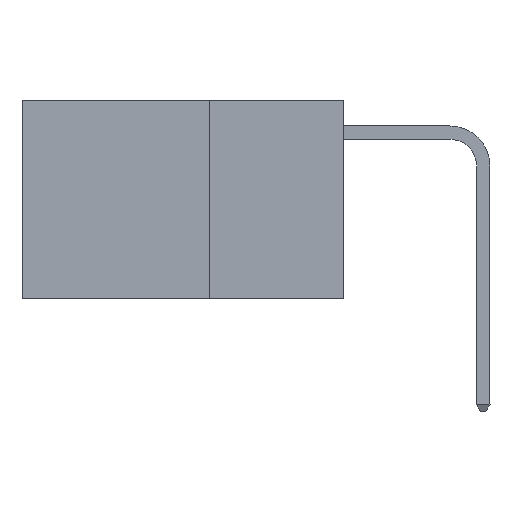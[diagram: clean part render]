
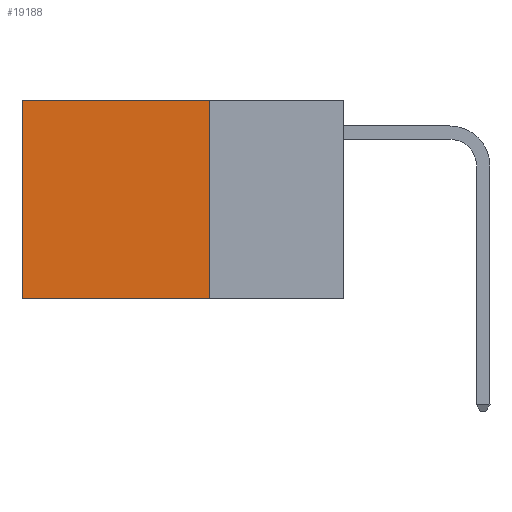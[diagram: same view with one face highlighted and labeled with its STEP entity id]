
A CAD part, left-side view. The second image highlights one B-rep face of the part: STEP entity #19188.
In plain terms, the highlighted planar face has unit normal (-1, 0, 0).
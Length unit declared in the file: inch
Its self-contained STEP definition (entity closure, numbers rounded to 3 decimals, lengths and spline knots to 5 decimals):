
#629 = VECTOR ( 'NONE', #19807, 39.37008 ) ;
#895 = LINE ( 'NONE', #19653, #629 ) ;
#1769 = DIRECTION ( 'NONE',  ( 0., 0., -1. ) ) ;
#2401 = ORIENTED_EDGE ( 'NONE', *, *, #16576, .T. ) ;
#3944 = DIRECTION ( 'NONE',  ( 0., 0., -1. ) ) ;
#4111 = CARTESIAN_POINT ( 'NONE',  ( 0.2625, 0.25, 0. ) ) ;
#4394 = VECTOR ( 'NONE', #8073, 39.37008 ) ;
#4941 = AXIS2_PLACEMENT_3D ( 'NONE', #16163, #13237, #3944 ) ;
#5525 = VERTEX_POINT ( 'NONE', #17175 ) ;
#5897 = EDGE_CURVE ( 'NONE', #9654, #17583, #895, .T. ) ;
#6964 = VECTOR ( 'NONE', #14694, 39.37008 ) ;
#8026 = CARTESIAN_POINT ( 'NONE',  ( 0.2625, 0.6, 0. ) ) ;
#8073 = DIRECTION ( 'NONE',  ( 0., 1., 0. ) ) ;
#8744 = ORIENTED_EDGE ( 'NONE', *, *, #5897, .F. ) ;
#9654 = VERTEX_POINT ( 'NONE', #18512 ) ;
#10293 = LINE ( 'NONE', #8026, #18221 ) ;
#11708 = CARTESIAN_POINT ( 'NONE',  ( 0.2625, 0.25, 0. ) ) ;
#11748 = PLANE ( 'NONE',  #4941 ) ;
#12704 = LINE ( 'NONE', #17179, #4394 ) ;
#12792 = EDGE_CURVE ( 'NONE', #17955, #9654, #15107, .T. ) ;
#12916 = FACE_OUTER_BOUND ( 'NONE', #17261, .T. ) ;
#13237 = DIRECTION ( 'NONE',  ( 1., 0., 0. ) ) ;
#14694 = DIRECTION ( 'NONE',  ( 0., 0., -1. ) ) ;
#15107 = LINE ( 'NONE', #11708, #6964 ) ;
#15246 = EDGE_CURVE ( 'NONE', #17955, #5525, #12704, .T. ) ;
#16088 = ORIENTED_EDGE ( 'NONE', *, *, #12792, .F. ) ;
#16163 = CARTESIAN_POINT ( 'NONE',  ( 0.2625, 0.25, 0. ) ) ;
#16576 = EDGE_CURVE ( 'NONE', #5525, #17583, #10293, .T. ) ;
#17175 = CARTESIAN_POINT ( 'NONE',  ( 0.2625, 0.6, 0. ) ) ;
#17179 = CARTESIAN_POINT ( 'NONE',  ( 0.2625, 0.25, 0. ) ) ;
#17261 = EDGE_LOOP ( 'NONE', ( #2401, #8744, #16088, #18107 ) ) ;
#17583 = VERTEX_POINT ( 'NONE', #19846 ) ;
#17955 = VERTEX_POINT ( 'NONE', #4111 ) ;
#18107 = ORIENTED_EDGE ( 'NONE', *, *, #15246, .T. ) ;
#18221 = VECTOR ( 'NONE', #1769, 39.37008 ) ;
#18512 = CARTESIAN_POINT ( 'NONE',  ( 0.2625, 0.25, -0.37 ) ) ;
#19188 = ADVANCED_FACE ( 'NONE', ( #12916 ), #11748, .F. ) ;
#19653 = CARTESIAN_POINT ( 'NONE',  ( 0.2625, 0.25, -0.37 ) ) ;
#19807 = DIRECTION ( 'NONE',  ( 0., 1., 0. ) ) ;
#19846 = CARTESIAN_POINT ( 'NONE',  ( 0.2625, 0.6, -0.37 ) ) ;
